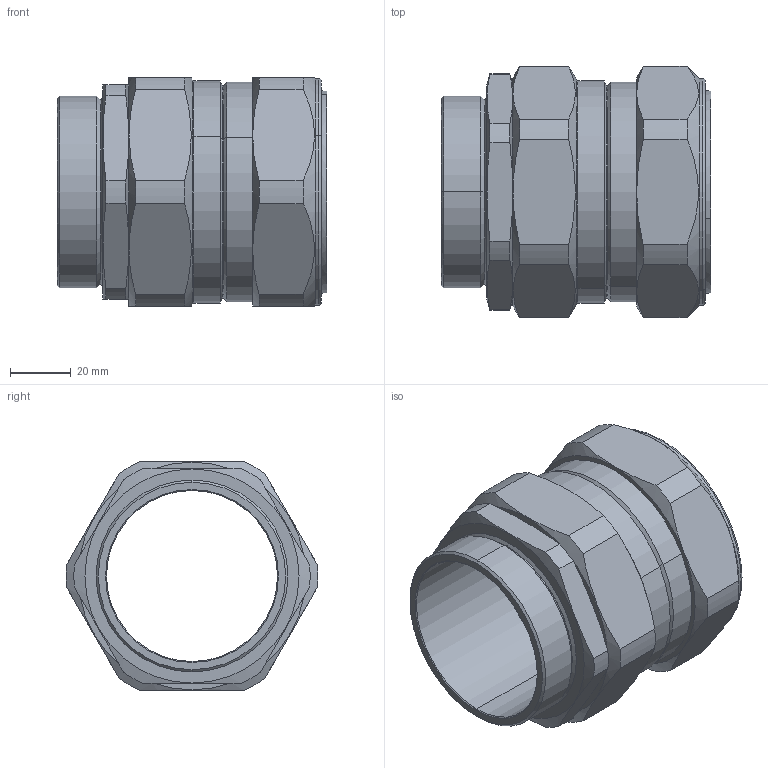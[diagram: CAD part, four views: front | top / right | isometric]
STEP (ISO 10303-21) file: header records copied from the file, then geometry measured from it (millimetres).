
FILE_DESCRIPTION (( 'STEP AP203' ), '1' );
FILE_NAME ('63SCXED1RA.STEP', '2021-03-11T16:18:41', ( '' ), ( '' ), 'SwSTEP 2.0', 'SolidWorks 2017', '' );
FILE_SCHEMA (( 'CONFIG_CONTROL_DESIGN' ));
Length unit declared in the file: millimetre
Products named in the file (1): 63SCXED1RA
Bounding box: 88.5 x 82.46 x 75 mm (x, y, z)
Volume: 142398.8 mm3; surface area: 42909.6 mm2
Topology: 1 solids, 22 shells, 323 faces, 784 edges, 512 vertices
Faces by surface type: plane 121, bspline 103, cylinder 59, cone 34, torus 6
Entity records: 14197 total; most frequent: CARTESIAN_POINT 7231, ORIENTED_EDGE 1568, DIRECTION 1130, EDGE_CURVE 784, VERTEX_POINT 512, AXIS2_PLACEMENT_3D 383, VECTOR 364, LINE 364
